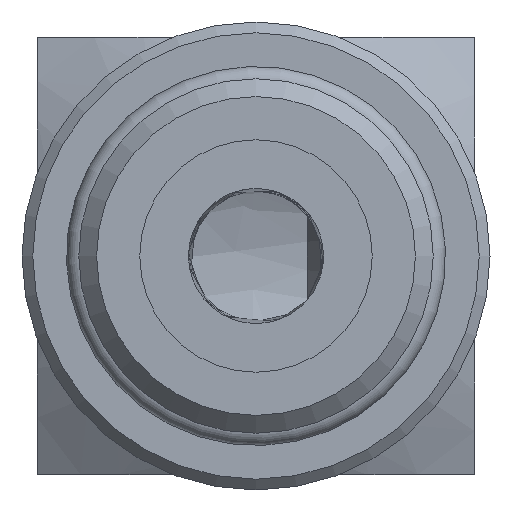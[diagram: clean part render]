
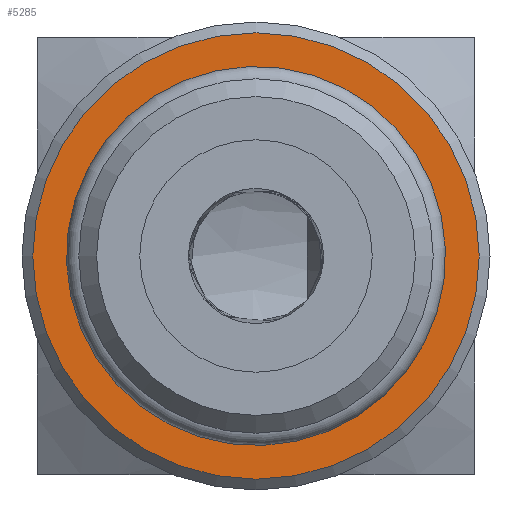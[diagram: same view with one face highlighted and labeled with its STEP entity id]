
A CAD part, left-side view. The second image highlights one B-rep face of the part: STEP entity #5285.
In plain terms, the highlighted face is planar.
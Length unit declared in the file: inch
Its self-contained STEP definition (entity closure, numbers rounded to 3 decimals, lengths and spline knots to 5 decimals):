
#5251=CARTESIAN_POINT('',(0.826,0.05,0.0));
#5252=VERTEX_POINT('',#5251);
#5253=CARTESIAN_POINT('',(0.0,0.05,0.0));
#5254=DIRECTION('',(0.0,-1.0,0.0));
#5255=DIRECTION('',(-1.0,0.0,0.0));
#5256=AXIS2_PLACEMENT_3D('',#5253,#5254,#5255);
#5257=CIRCLE('',#5256,0.826);
#5258=EDGE_CURVE('',#5252,#5252,#5257,.T.);
#5266=CARTESIAN_POINT('',(0.0,0.05,0.0));
#5267=DIRECTION('',(0.0,-1.0,0.0));
#5268=DIRECTION('',(0.0,0.0,-1.0));
#5269=AXIS2_PLACEMENT_3D('',#5266,#5267,#5268);
#5270=PLANE('',#5269);
#5271=ORIENTED_EDGE('',*,*,#5258,.F.);
#5272=EDGE_LOOP('',(#5271));
#5273=FACE_OUTER_BOUND('',#5272,.T.);
#5274=CARTESIAN_POINT('',(0.53125,0.05,0.0));
#5275=VERTEX_POINT('',#5274);
#5276=CARTESIAN_POINT('',(0.0,0.05,0.0));
#5277=DIRECTION('',(0.0,-1.0,0.0));
#5278=DIRECTION('',(-1.0,0.0,0.0));
#5279=AXIS2_PLACEMENT_3D('',#5276,#5277,#5278);
#5280=CIRCLE('',#5279,0.53125);
#5281=EDGE_CURVE('',#5275,#5275,#5280,.T.);
#5282=ORIENTED_EDGE('',*,*,#5281,.T.);
#5283=EDGE_LOOP('',(#5282));
#5284=FACE_BOUND('',#5283,.T.);
#5285=ADVANCED_FACE('',(#5273,#5284),#5270,.F.);
